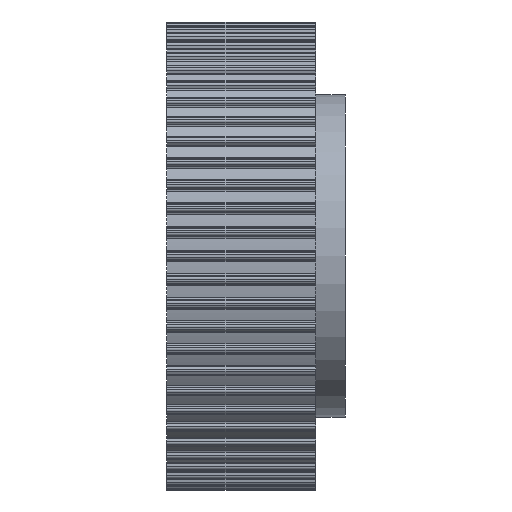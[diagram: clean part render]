
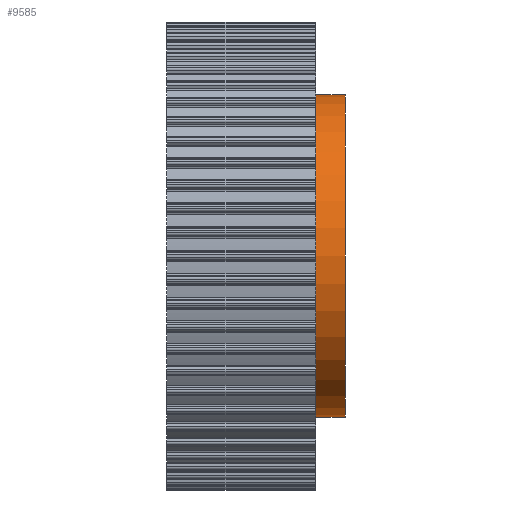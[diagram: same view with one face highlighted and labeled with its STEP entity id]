
A CAD part, front view. The second image highlights one B-rep face of the part: STEP entity #9585.
In plain terms, the highlighted cylindrical face has radius 32.5 mm (diameter 65 mm), a full revolution.
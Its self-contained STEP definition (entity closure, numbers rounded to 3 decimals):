
#55=CYLINDRICAL_SURFACE('',#10837,32.5);
#702=VECTOR('',#13057,1.);
#1469=LINE('',#16542,#702);
#2522=VERTEX_POINT('',#15535);
#3048=VERTEX_POINT('',#16543);
#3411=CIRCLE('',#10476,32.5);
#3772=CIRCLE('',#10838,32.5);
#4300=EDGE_CURVE('',#2522,#2522,#3411,.T.);
#4826=EDGE_CURVE('',#3048,#2522,#1469,.T.);
#4827=EDGE_CURVE('',#3048,#3048,#3772,.T.);
#6407=ORIENTED_EDGE('',*,*,#4826,.T.);
#6408=ORIENTED_EDGE('',*,*,#4300,.T.);
#6409=ORIENTED_EDGE('',*,*,#4826,.F.);
#6410=ORIENTED_EDGE('',*,*,#4827,.F.);
#8521=EDGE_LOOP('',(#6407,#6408,#6409,#6410));
#9054=FACE_BOUND('',#8521,.T.);
#9585=ADVANCED_FACE('',(#9054),#55,.T.);
#10476=AXIS2_PLACEMENT_3D('',#15534,#12213,#12214);
#10837=AXIS2_PLACEMENT_3D('',#16541,#13055,#13056);
#10838=AXIS2_PLACEMENT_3D('',#16544,#13058,#13059);
#12213=DIRECTION('',(1.,0.,0.));
#12214=DIRECTION('',(0.,0.,-32.5));
#13055=DIRECTION('',(1.,0.,0.));
#13056=DIRECTION('',(0.,0.,-32.5));
#13057=DIRECTION('',(-1.,0.,0.));
#13058=DIRECTION('',(1.,0.,0.));
#13059=DIRECTION('',(0.,0.,-32.5));
#15534=CARTESIAN_POINT('',(30.,0.,0.));
#15535=CARTESIAN_POINT('',(30.,0.,-32.5));
#16541=CARTESIAN_POINT('',(36.,0.,0.));
#16542=CARTESIAN_POINT('',(30.,0.,-32.5));
#16543=CARTESIAN_POINT('',(36.,0.,-32.5));
#16544=CARTESIAN_POINT('',(36.,0.,0.));
